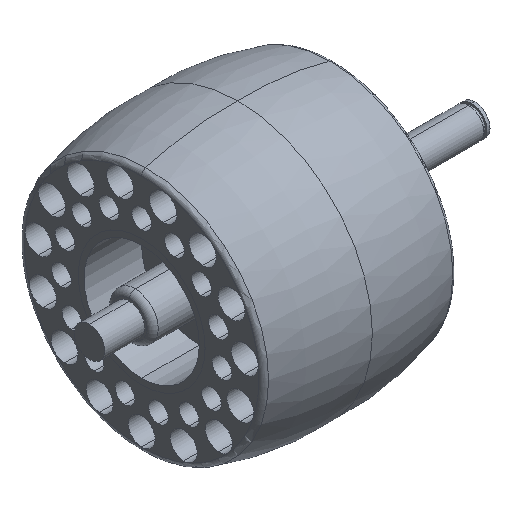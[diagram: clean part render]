
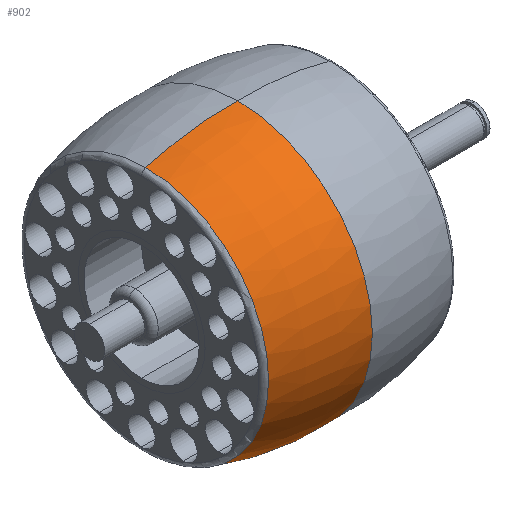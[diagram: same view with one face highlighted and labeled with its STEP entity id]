
A CAD part, isometric view. The second image highlights one B-rep face of the part: STEP entity #902.
In plain terms, the highlighted toroidal (fillet/blend) face has major radius 40.191 mm and minor radius 75.238 mm.
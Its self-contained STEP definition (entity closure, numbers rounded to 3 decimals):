
#322 = VERTEX_POINT ( 'NONE', #1612 ) ;
#432 = AXIS2_PLACEMENT_3D ( 'NONE', #2405, #1773, #3030 ) ;
#438 = CARTESIAN_POINT ( 'NONE',  ( 0., 0., 0. ) ) ;
#463 = DIRECTION ( 'NONE',  ( 0., 0., 1. ) ) ;
#508 = DIRECTION ( 'NONE',  ( -1., 0., 0. ) ) ;
#848 = CIRCLE ( 'NONE', #1243, 35. ) ;
#851 = EDGE_LOOP ( 'NONE', ( #3633, #1110, #1668, #2809 ) ) ;
#879 = DIRECTION ( 'NONE',  ( 0., -1., 0. ) ) ;
#902 = ADVANCED_FACE ( 'NONE', ( #1807 ), #1715, .T. ) ;
#920 = VERTEX_POINT ( 'NONE', #2727 ) ;
#977 = EDGE_CURVE ( 'NONE', #322, #3477, #1044, .T. ) ;
#1044 = CIRCLE ( 'NONE', #2633, 75.238 ) ;
#1110 = ORIENTED_EDGE ( 'NONE', *, *, #2975, .T. ) ;
#1243 = AXIS2_PLACEMENT_3D ( 'NONE', #438, #3326, #463 ) ;
#1562 = EDGE_CURVE ( 'NONE', #3477, #2248, #2952, .T. ) ;
#1612 = CARTESIAN_POINT ( 'NONE',  ( 0., 0., -35. ) ) ;
#1651 = AXIS2_PLACEMENT_3D ( 'NONE', #3988, #508, #2096 ) ;
#1668 = ORIENTED_EDGE ( 'NONE', *, *, #2737, .T. ) ;
#1715 = TOROIDAL_SURFACE ( 'NONE', #1651, -40.191, 75.238 ) ;
#1773 = DIRECTION ( 'NONE',  ( -1., 0., 0. ) ) ;
#1807 = FACE_OUTER_BOUND ( 'NONE', #851, .T. ) ;
#2096 = DIRECTION ( 'NONE',  ( 0., 0., 1. ) ) ;
#2248 = VERTEX_POINT ( 'NONE', #3836 ) ;
#2251 = DIRECTION ( 'NONE',  ( 0., 1., 0. ) ) ;
#2405 = CARTESIAN_POINT ( 'NONE',  ( -23.975, 0., 0. ) ) ;
#2491 = AXIS2_PLACEMENT_3D ( 'NONE', #4013, #879, #2819 ) ;
#2633 = AXIS2_PLACEMENT_3D ( 'NONE', #3201, #2251, #2890 ) ;
#2727 = CARTESIAN_POINT ( 'NONE',  ( 0., 0., 35. ) ) ;
#2731 = CARTESIAN_POINT ( 'NONE',  ( -23.975, 0., -31.966 ) ) ;
#2737 = EDGE_CURVE ( 'NONE', #920, #2248, #3294, .T. ) ;
#2809 = ORIENTED_EDGE ( 'NONE', *, *, #1562, .F. ) ;
#2819 = DIRECTION ( 'NONE',  ( 0., 0., -1. ) ) ;
#2890 = DIRECTION ( 'NONE',  ( 0., 0., 1. ) ) ;
#2952 = CIRCLE ( 'NONE', #432, 31.966 ) ;
#2975 = EDGE_CURVE ( 'NONE', #322, #920, #848, .T. ) ;
#3030 = DIRECTION ( 'NONE',  ( 0., 0., 1. ) ) ;
#3201 = CARTESIAN_POINT ( 'NONE',  ( -2.665, 0., 40.191 ) ) ;
#3294 = CIRCLE ( 'NONE', #2491, 75.238 ) ;
#3326 = DIRECTION ( 'NONE',  ( -1., 0., 0. ) ) ;
#3477 = VERTEX_POINT ( 'NONE', #2731 ) ;
#3633 = ORIENTED_EDGE ( 'NONE', *, *, #977, .F. ) ;
#3836 = CARTESIAN_POINT ( 'NONE',  ( -23.975, 0., 31.966 ) ) ;
#3988 = CARTESIAN_POINT ( 'NONE',  ( -2.665, 0., 0. ) ) ;
#4013 = CARTESIAN_POINT ( 'NONE',  ( -2.665, 0., -40.191 ) ) ;
